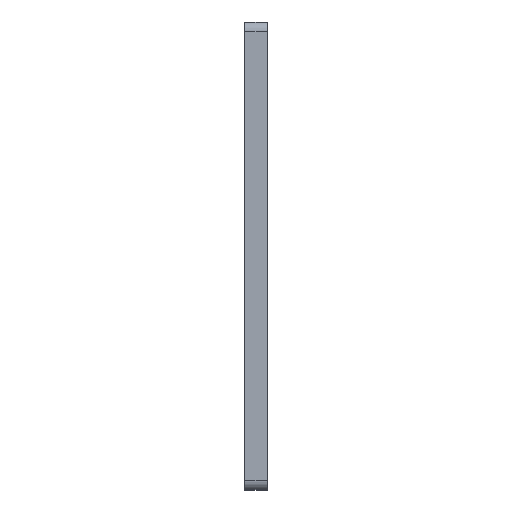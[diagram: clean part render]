
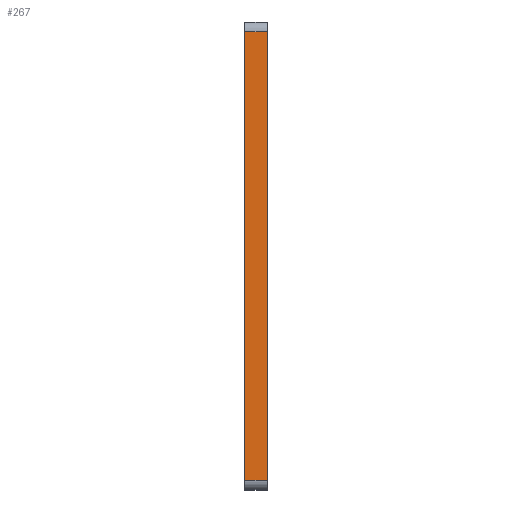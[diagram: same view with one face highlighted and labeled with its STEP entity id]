
A CAD part, left-side view. The second image highlights one B-rep face of the part: STEP entity #267.
In plain terms, the highlighted planar face has unit normal (-1, 0, 0).
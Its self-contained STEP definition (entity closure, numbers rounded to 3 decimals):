
#5 = LINE ( 'NONE', #511, #77 ) ;
#19 = LINE ( 'NONE', #262, #682 ) ;
#21 = VERTEX_POINT ( 'NONE', #344 ) ;
#65 = ORIENTED_EDGE ( 'NONE', *, *, #446, .F. ) ;
#77 = VECTOR ( 'NONE', #255, 1000. ) ;
#106 = CARTESIAN_POINT ( 'NONE',  ( -32., 0., -1. ) ) ;
#141 = LINE ( 'NONE', #496, #617 ) ;
#176 = VERTEX_POINT ( 'NONE', #215 ) ;
#190 = CARTESIAN_POINT ( 'NONE',  ( -32., 2.286, -47. ) ) ;
#194 = CARTESIAN_POINT ( 'NONE',  ( -32., 2.286, -1. ) ) ;
#198 = DIRECTION ( 'NONE',  ( 0., 0., 1. ) ) ;
#215 = CARTESIAN_POINT ( 'NONE',  ( -32., 2.286, -1. ) ) ;
#255 = DIRECTION ( 'NONE',  ( 0., 0., 1. ) ) ;
#262 = CARTESIAN_POINT ( 'NONE',  ( -32., 2.286, 0. ) ) ;
#267 = ADVANCED_FACE ( 'NONE', ( #653 ), #559, .F. ) ;
#271 = EDGE_CURVE ( 'NONE', #419, #21, #141, .T. ) ;
#280 = CARTESIAN_POINT ( 'NONE',  ( -32., 59.975, 0. ) ) ;
#344 = CARTESIAN_POINT ( 'NONE',  ( -32., 0., -47. ) ) ;
#387 = LINE ( 'NONE', #194, #721 ) ;
#398 = EDGE_CURVE ( 'NONE', #707, #176, #387, .T. ) ;
#408 = DIRECTION ( 'NONE',  ( 0., -1., 0. ) ) ;
#419 = VERTEX_POINT ( 'NONE', #190 ) ;
#436 = EDGE_LOOP ( 'NONE', ( #65, #689, #481, #478 ) ) ;
#446 = EDGE_CURVE ( 'NONE', #419, #176, #19, .T. ) ;
#466 = AXIS2_PLACEMENT_3D ( 'NONE', #280, #602, #772 ) ;
#478 = ORIENTED_EDGE ( 'NONE', *, *, #398, .T. ) ;
#481 = ORIENTED_EDGE ( 'NONE', *, *, #806, .T. ) ;
#496 = CARTESIAN_POINT ( 'NONE',  ( -32., 0., -47. ) ) ;
#511 = CARTESIAN_POINT ( 'NONE',  ( -32., 0., 0. ) ) ;
#559 = PLANE ( 'NONE',  #466 ) ;
#602 = DIRECTION ( 'NONE',  ( 1., 0., 0. ) ) ;
#617 = VECTOR ( 'NONE', #408, 1000. ) ;
#645 = DIRECTION ( 'NONE',  ( 0., 1., 0. ) ) ;
#653 = FACE_OUTER_BOUND ( 'NONE', #436, .T. ) ;
#682 = VECTOR ( 'NONE', #198, 1000. ) ;
#689 = ORIENTED_EDGE ( 'NONE', *, *, #271, .T. ) ;
#707 = VERTEX_POINT ( 'NONE', #106 ) ;
#721 = VECTOR ( 'NONE', #645, 1000. ) ;
#772 = DIRECTION ( 'NONE',  ( 0., 0., -1. ) ) ;
#806 = EDGE_CURVE ( 'NONE', #21, #707, #5, .T. ) ;
